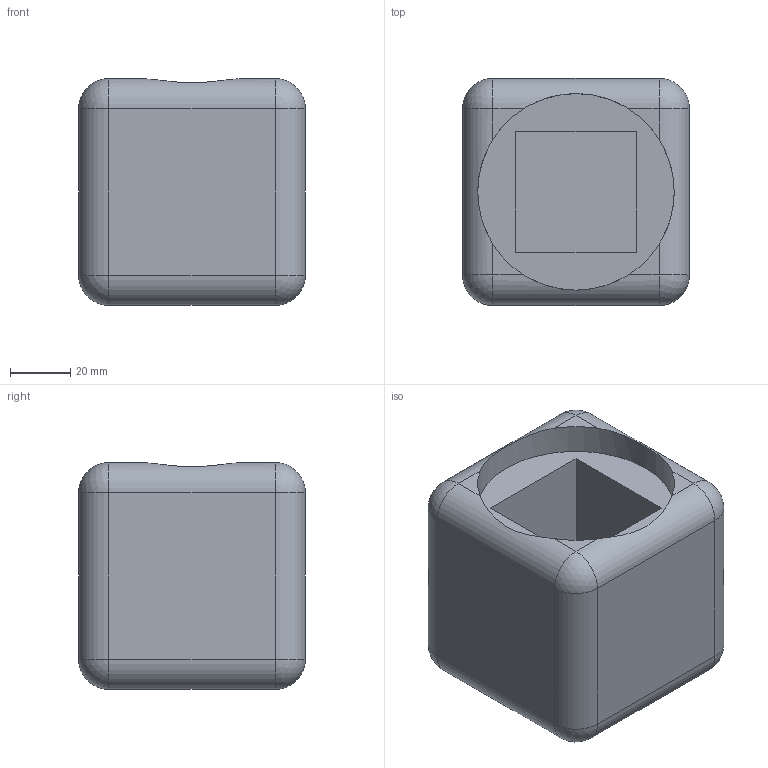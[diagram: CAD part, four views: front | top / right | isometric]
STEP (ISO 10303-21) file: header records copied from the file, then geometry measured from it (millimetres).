
FILE_DESCRIPTION(/* description */ (''),/* implementation_level */ '2;1');
FILE_NAME(/* name */ 'anther cube v1.step',/* time_stamp */ '2019-08-07T14:58:36+07:00',/* author */ (''),/* organization */ (''),/* preprocessor_version */ 'ST-DEVELOPER v18',/* originating_system */ 'Autodesk Translation Framework v8.2.0.1029',/* authorisation */ '');
FILE_SCHEMA (('AUTOMOTIVE_DESIGN { 1 0 10303 214 3 1 1 }'));
Length unit declared in the file: millimetre
Products named in the file (1): anther cube
Bounding box: 75 x 75 x 75 mm (x, y, z)
Volume: 286857.1 mm3; surface area: 40099.2 mm2
Topology: 1 solids, 1 shells, 36 faces, 76 edges, 43 vertices
Faces by surface type: plane 15, cylinder 13, sphere 8
Full cylindrical faces by diameter (mm): 65 x1
Entity records: 1038 total; most frequent: CARTESIAN_POINT 225, DIRECTION 175, ORIENTED_EDGE 152, EDGE_CURVE 76, AXIS2_PLACEMENT_3D 67, VERTEX_POINT 43, LINE 41, VECTOR 41
